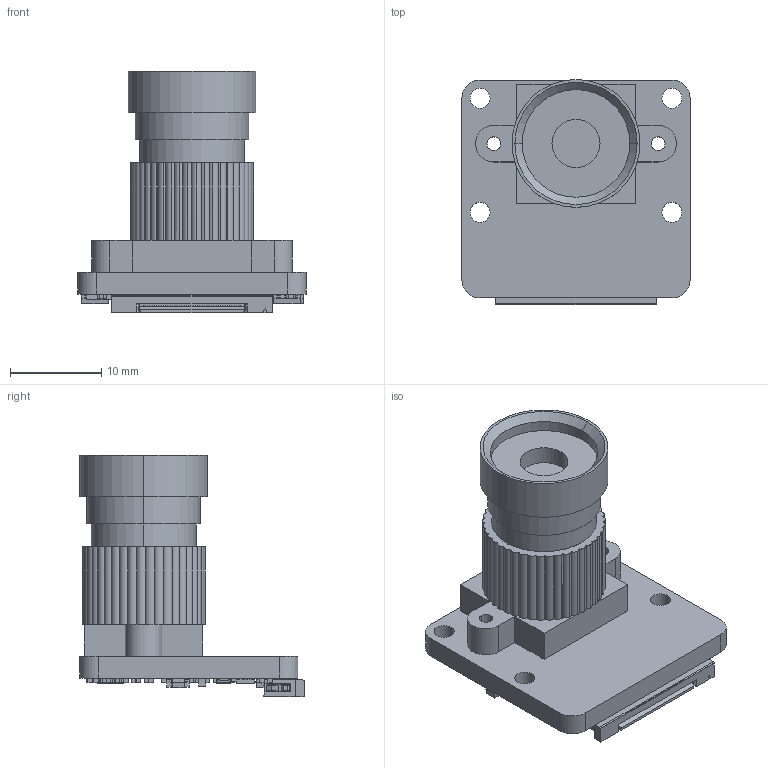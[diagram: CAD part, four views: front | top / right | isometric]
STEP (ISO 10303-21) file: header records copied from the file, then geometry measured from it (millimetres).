
FILE_DESCRIPTION (( 'STEP AP214' ), '1' );
FILE_NAME ('b0347r.STEP', '2022-08-22T02:08:31', ( '' ), ( '' ), 'SwSTEP 2.0', 'SolidWorks 2021', '' );
FILE_SCHEMA (( 'AUTOMOTIVE_DESIGN' ));
Length unit declared in the file: millimetre
Products named in the file (1): b0347r
Bounding box: 25 x 24.6 x 26.39 mm (x, y, z)
Volume: 3211.1 mm3; surface area: 5027 mm2
Topology: 167 solids, 167 shells, 2685 faces, 6714 edges, 4309 vertices
Faces by surface type: plane 2127, cylinder 437, bspline 79, sphere 36, torus 4, cone 2
Entity records: 119440 total; most frequent: CARTESIAN_POINT 25008, ORIENTED_EDGE 13300, DIRECTION 12373, EDGE_CURVE 6650, LINE 5631, VECTOR 5631, VERTEX_POINT 4309, AXIS2_PLACEMENT_3D 3371
